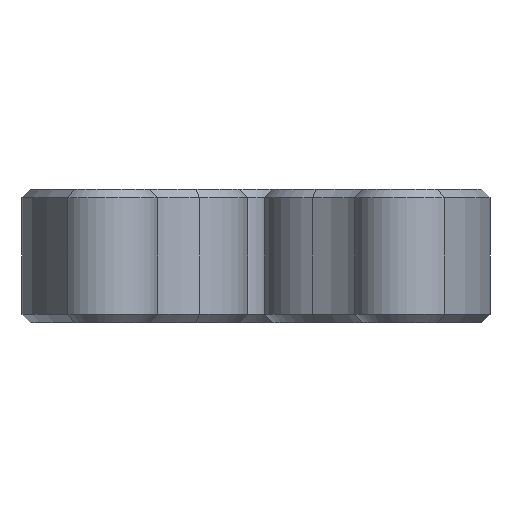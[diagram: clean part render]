
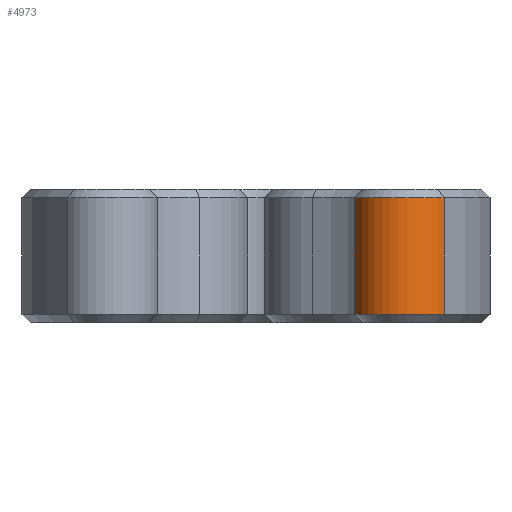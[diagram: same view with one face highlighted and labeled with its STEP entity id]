
A CAD part, left-side view. The second image highlights one B-rep face of the part: STEP entity #4973.
In plain terms, the highlighted cylindrical face has radius 3 mm (diameter 6 mm), a partial arc.
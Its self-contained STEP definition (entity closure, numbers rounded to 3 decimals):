
#93=CYLINDRICAL_SURFACE('',#5552,3.);
#301=CIRCLE('',#5426,3.);
#360=CIRCLE('',#5553,3.);
#826=FACE_OUTER_BOUND('',#1150,.T.);
#1150=EDGE_LOOP('',(#4184,#4185,#4186,#4187));
#1453=LINE('',#8089,#1856);
#1579=LINE('',#8578,#1982);
#1856=VECTOR('',#6388,10.);
#1982=VECTOR('',#6984,10.);
#2288=VERTEX_POINT('',#8086);
#2289=VERTEX_POINT('',#8088);
#2339=VERTEX_POINT('',#8287);
#2415=VERTEX_POINT('',#8566);
#2801=EDGE_CURVE('',#2289,#2288,#1453,.T.);
#2907=EDGE_CURVE('',#2339,#2288,#301,.T.);
#3052=EDGE_CURVE('',#2339,#2415,#1579,.T.);
#3055=EDGE_CURVE('',#2289,#2415,#360,.T.);
#4184=ORIENTED_EDGE('',*,*,#2907,.F.);
#4185=ORIENTED_EDGE('',*,*,#3052,.T.);
#4186=ORIENTED_EDGE('',*,*,#3055,.F.);
#4187=ORIENTED_EDGE('',*,*,#2801,.T.);
#4973=ADVANCED_FACE('',(#826),#93,.T.);
#5426=AXIS2_PLACEMENT_3D('',#8289,#6649,#6650);
#5552=AXIS2_PLACEMENT_3D('',#8583,#6990,#6991);
#5553=AXIS2_PLACEMENT_3D('',#8584,#6992,#6993);
#6388=DIRECTION('',(0.,0.,-1.));
#6649=DIRECTION('center_axis',(0.,0.,
-1.));
#6650=DIRECTION('ref_axis',(-0.01,1.,0.));
#6984=DIRECTION('',(0.,0.,1.));
#6990=DIRECTION('center_axis',(0.,0.,
1.));
#6991=DIRECTION('ref_axis',(-0.01,1.,0.));
#6992=DIRECTION('center_axis',(0.,0.,
1.));
#6993=DIRECTION('ref_axis',(-0.01,1.,0.));
#8086=CARTESIAN_POINT('',(-77.095,-6.466,92.));
#8088=CARTESIAN_POINT('',(-77.095,-6.466,99.));
#8089=CARTESIAN_POINT('',(-77.095,-6.466,91.5));
#8287=CARTESIAN_POINT('',(-80.668,-11.286,92.));
#8289=CARTESIAN_POINT('Origin',(-78.881,-8.876,92.));
#8566=CARTESIAN_POINT('',(-80.668,-11.286,99.));
#8578=CARTESIAN_POINT('',(-80.668,-11.286,91.5));
#8583=CARTESIAN_POINT('Origin',(-78.881,-8.876,91.5));
#8584=CARTESIAN_POINT('Origin',(-78.881,-8.876,99.));
